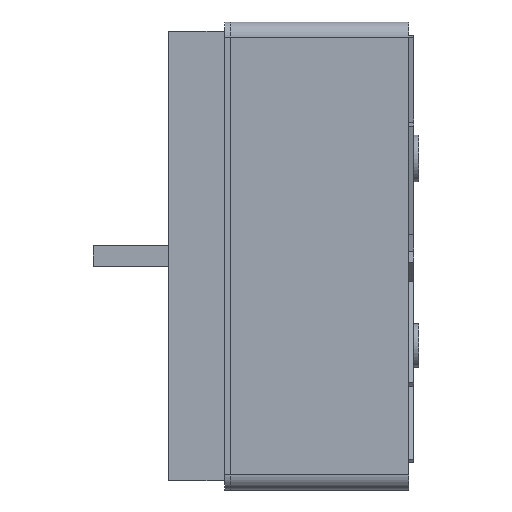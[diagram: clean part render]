
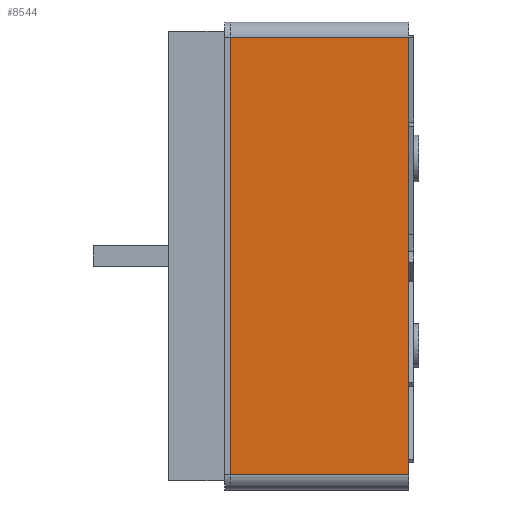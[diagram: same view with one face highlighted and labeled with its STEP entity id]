
A CAD part, front view. The second image highlights one B-rep face of the part: STEP entity #8544.
In plain terms, the highlighted planar face has unit normal (0, -1, 0).
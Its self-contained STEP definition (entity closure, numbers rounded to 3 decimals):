
#364=PLANE('',#9212);
#780=FACE_OUTER_BOUND('',#1308,.T.);
#1308=EDGE_LOOP('',(#6302,#6303,#6304,#6305));
#1962=LINE('',#12502,#2957);
#1964=LINE('',#12528,#2959);
#1966=LINE('',#12534,#2961);
#1980=LINE('',#12573,#2975);
#2957=VECTOR('',#10080,10.);
#2959=VECTOR('',#10106,10.);
#2961=VECTOR('',#10112,10.);
#2975=VECTOR('',#10142,10.);
#4141=VERTEX_POINT('',#12499);
#4142=VERTEX_POINT('',#12501);
#4154=VERTEX_POINT('',#12527);
#4156=VERTEX_POINT('',#12533);
#4972=EDGE_CURVE('',#4141,#4142,#1962,.T.);
#4985=EDGE_CURVE('',#4142,#4154,#1964,.T.);
#4988=EDGE_CURVE('',#4154,#4156,#1966,.T.);
#5009=EDGE_CURVE('',#4156,#4141,#1980,.T.);
#6302=ORIENTED_EDGE('',*,*,#4985,.F.);
#6303=ORIENTED_EDGE('',*,*,#4972,.F.);
#6304=ORIENTED_EDGE('',*,*,#5009,.F.);
#6305=ORIENTED_EDGE('',*,*,#4988,.F.);
#8544=ADVANCED_FACE('',(#780),#364,.T.);
#9212=AXIS2_PLACEMENT_3D('',#12572,#10140,#10141);
#10080=DIRECTION('',(0.,0.,-1.));
#10106=DIRECTION('',(-1.,0.,0.));
#10112=DIRECTION('',(0.,0.,1.));
#10140=DIRECTION('center_axis',(0.,-1.,0.));
#10141=DIRECTION('ref_axis',(0.,0.,-1.));
#10142=DIRECTION('',(1.,0.,0.));
#12499=CARTESIAN_POINT('',(2.2,-47.874,43.));
#12501=CARTESIAN_POINT('',(2.2,-47.874,-43.));
#12502=CARTESIAN_POINT('',(2.2,-47.874,46.));
#12527=CARTESIAN_POINT('',(-32.8,-47.874,-43.));
#12528=CARTESIAN_POINT('',(1.,-47.874,-43.));
#12533=CARTESIAN_POINT('',(-32.8,-47.874,43.));
#12534=CARTESIAN_POINT('',(-32.8,-47.874,46.));
#12572=CARTESIAN_POINT('Origin',(1.,-47.874,46.));
#12573=CARTESIAN_POINT('',(1.,-47.874,43.));
